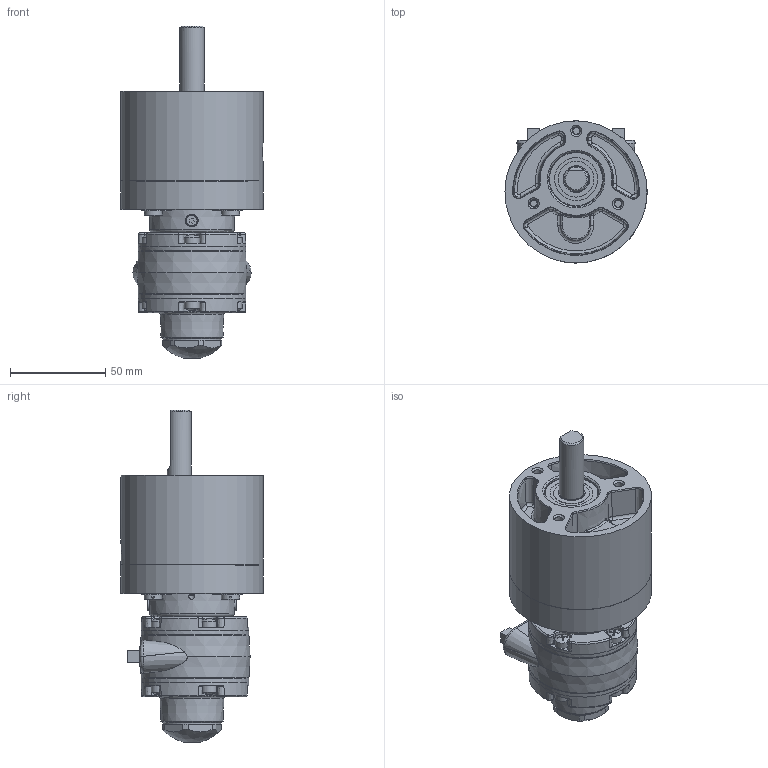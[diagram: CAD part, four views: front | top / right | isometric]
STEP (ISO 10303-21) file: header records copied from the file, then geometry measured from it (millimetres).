
FILE_DESCRIPTION (( 'STEP AP214' ), '1' );
FILE_NAME ('1AM-NRV-60-GR11.STEP', '2025-05-05T11:24:48', ( '' ), ( '' ), 'SwSTEP 2.0', 'SolidWorks 2023', '' );
FILE_SCHEMA (( 'AUTOMOTIVE_DESIGN' ));
Length unit declared in the file: inch
Products named in the file (40): BB542; AC190A; AA498; AE195; AC259A; BB505; BA500; AG549; AE197; AA623D; AC737; AE196A; AC191; AE189; AC228A; AE924; AC738rM; BB627; AC739rR; AC520D; AC736; AC607; 1AM-NRV-60-GR11; AD823; AC192; GR11
Assembly tree (31 placements, depth 3):
  AC190A
  AA498
  AE195
  AC259A
  AG549
Bounding box: 74.44 x 74.48 x 173.87 mm (x, y, z)
Volume: 139250.9 mm3; surface area: 91002.3 mm2
Topology: 30 solids, 32 shells, 982 faces, 2435 edges, 1527 vertices
Faces by surface type: plane 249, cylinder 240, bspline 206, cone 172, torus 102, sphere 13
Full cylindrical faces by diameter (mm): 3.048 x1, 3.995 x1, 4.039 x3, 4.826 x10, 5.525 x4, 5.537 x2, 5.715 x4, 7.95 x10, 8.611 x2, 11.176 x1, 12.04 x1, 12.69 x1, 12.7 x1, 21.336 x1, 22.606 x1, 23.368 x1, 23.431 x1, 25.362 x1, 28.579 x1, 30.175 x1, 31.533 x3, 31.722 x1, 31.788 x1, 47.971 x1, 70.245 x2, 74.422 x2
Entity records: 38828 total; most frequent: CARTESIAN_POINT 16682, ORIENTED_EDGE 4210, DIRECTION 3839, EDGE_CURVE 2106, AXIS2_PLACEMENT_3D 1700, VERTEX_POINT 1408, EDGE_LOOP 1255, FACE_OUTER_BOUND 1090
